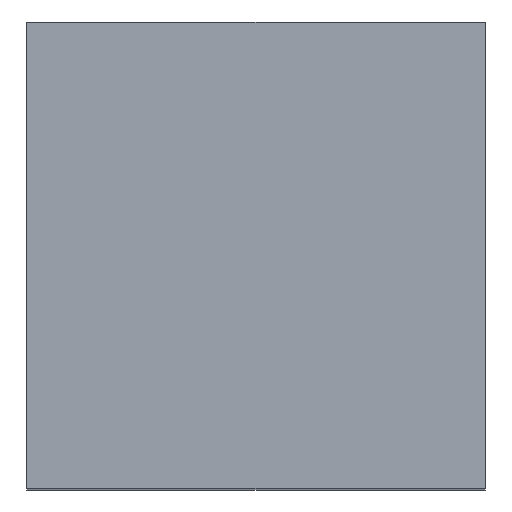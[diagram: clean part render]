
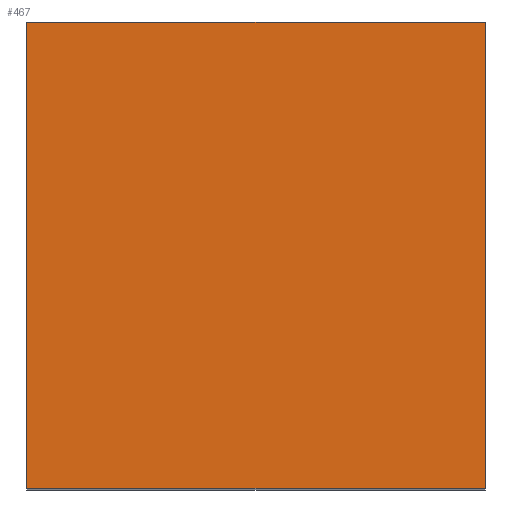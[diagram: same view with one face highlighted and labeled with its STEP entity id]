
A CAD part, top view. The second image highlights one B-rep face of the part: STEP entity #467.
In plain terms, the highlighted planar face has unit normal (0, 0, 1).
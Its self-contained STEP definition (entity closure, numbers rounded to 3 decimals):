
#467=ADVANCED_FACE('',(#824),#826,.T.);
#824=FACE_BOUND('',#825,.T.);
#825=EDGE_LOOP('',(#1075,#1076,#1077,#1078));
#826=PLANE('',#827);
#827=AXIS2_PLACEMENT_3D('',#828,#829,#830);
#828=CARTESIAN_POINT('',(0.,-31.302,77.257));
#829=DIRECTION('',(0.,-0.,1.));
#830=DIRECTION('',(0.,1.,0.));
#1075=ORIENTED_EDGE('',*,*,#1196,.F.);
#1076=ORIENTED_EDGE('',*,*,#1200,.T.);
#1077=ORIENTED_EDGE('',*,*,#1194,.F.);
#1078=ORIENTED_EDGE('',*,*,#1202,.F.);
#1194=EDGE_CURVE('',#1396,#1391,#1398,.T.);
#1196=EDGE_CURVE('',#1400,#1402,#1403,.T.);
#1200=EDGE_CURVE('',#1400,#1391,#1408,.T.);
#1202=EDGE_CURVE('',#1402,#1396,#1410,.T.);
#1391=VERTEX_POINT('',#1827);
#1396=VERTEX_POINT('',#1836);
#1398=LINE('',#1840,#1841);
#1400=VERTEX_POINT('',#1844);
#1402=VERTEX_POINT('',#1848);
#1403=LINE('',#1849,#1850);
#1408=LINE('',#1862,#1863);
#1410=LINE('',#1868,#1869);
#1827=CARTESIAN_POINT('',(58.,-31.302,77.257));
#1836=CARTESIAN_POINT('',(58.,29.698,77.257));
#1840=CARTESIAN_POINT('',(58.,29.698,77.257));
#1841=VECTOR('',#1842,1.);
#1842=DIRECTION('',(0.,-1.,0.));
#1844=CARTESIAN_POINT('',(-2.,-31.302,77.257));
#1848=CARTESIAN_POINT('',(-2.,29.698,77.257));
#1849=CARTESIAN_POINT('',(-2.,-31.302,77.257));
#1850=VECTOR('',#1851,1.);
#1851=DIRECTION('',(0.,1.,0.));
#1862=CARTESIAN_POINT('',(-2.,-31.302,77.257));
#1863=VECTOR('',#1864,1.);
#1864=DIRECTION('',(1.,0.,0.));
#1868=CARTESIAN_POINT('',(-2.,29.698,77.257));
#1869=VECTOR('',#1870,1.);
#1870=DIRECTION('',(1.,0.,0.));
